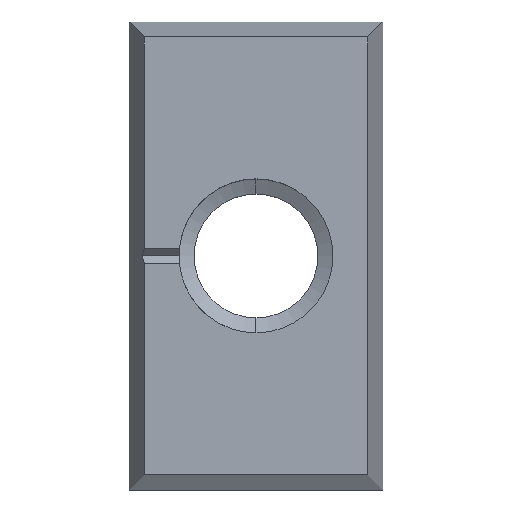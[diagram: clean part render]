
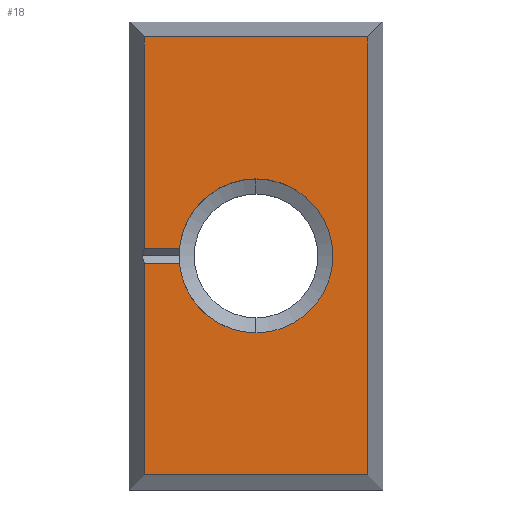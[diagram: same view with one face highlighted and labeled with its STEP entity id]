
A CAD part, top view. The second image highlights one B-rep face of the part: STEP entity #18.
In plain terms, the highlighted planar face has unit normal (0, 0, 1).
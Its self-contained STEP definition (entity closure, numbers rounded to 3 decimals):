
#2 = CARTESIAN_POINT ( 'NONE',  ( 0., 0., 0. ) ) ;
#4 = DIRECTION ( 'NONE',  ( 0., -1., 0. ) ) ;
#12 = VERTEX_POINT ( 'NONE', #234 ) ;
#14 = VECTOR ( 'NONE', #743, 1000. ) ;
#18 = ADVANCED_FACE ( 'NONE', ( #308 ), #245, .T. ) ;
#19 = CARTESIAN_POINT ( 'NONE',  ( -7.4, -14.5, 0. ) ) ;
#26 = EDGE_CURVE ( 'NONE', #165, #720, #628, .T. ) ;
#29 = CARTESIAN_POINT ( 'NONE',  ( 7.4, -14.5, 0. ) ) ;
#61 = DIRECTION ( 'NONE',  ( 0., -1., 0. ) ) ;
#66 = CARTESIAN_POINT ( 'NONE',  ( 7.4, -15.5, 0. ) ) ;
#71 = ORIENTED_EDGE ( 'NONE', *, *, #566, .F. ) ;
#86 = VERTEX_POINT ( 'NONE', #29 ) ;
#89 = EDGE_CURVE ( 'NONE', #86, #604, #710, .T. ) ;
#93 = ORIENTED_EDGE ( 'NONE', *, *, #408, .F. ) ;
#109 = ORIENTED_EDGE ( 'NONE', *, *, #179, .F. ) ;
#116 = ORIENTED_EDGE ( 'NONE', *, *, #257, .T. ) ;
#142 = EDGE_LOOP ( 'NONE', ( #737, #780, #541, #532, #93, #71, #109, #656, #116, #767 ) ) ;
#144 = DIRECTION ( 'NONE',  ( 0., 1., 0. ) ) ;
#145 = VECTOR ( 'NONE', #386, 1000. ) ;
#147 = VERTEX_POINT ( 'NONE', #501 ) ;
#157 = CARTESIAN_POINT ( 'NONE',  ( -8.598, -0.5, 0. ) ) ;
#165 = VERTEX_POINT ( 'NONE', #310 ) ;
#179 = EDGE_CURVE ( 'NONE', #86, #252, #515, .T. ) ;
#202 = VECTOR ( 'NONE', #458, 1000. ) ;
#204 = CIRCLE ( 'NONE', #612, 5.1 ) ;
#209 = VERTEX_POINT ( 'NONE', #375 ) ;
#211 = EDGE_CURVE ( 'NONE', #147, #209, #607, .T. ) ;
#234 = CARTESIAN_POINT ( 'NONE',  ( 0., 5.1, 0. ) ) ;
#245 = PLANE ( 'NONE',  #772 ) ;
#246 = CARTESIAN_POINT ( 'NONE',  ( 8.4, -14.5, 0. ) ) ;
#252 = VERTEX_POINT ( 'NONE', #19 ) ;
#257 = EDGE_CURVE ( 'NONE', #604, #373, #470, .T. ) ;
#308 = FACE_OUTER_BOUND ( 'NONE', #142, .T. ) ;
#309 = CARTESIAN_POINT ( 'NONE',  ( 0., 0., 0. ) ) ;
#310 = CARTESIAN_POINT ( 'NONE',  ( -5.075, -0.5, 0. ) ) ;
#338 = EDGE_CURVE ( 'NONE', #147, #373, #701, .T. ) ;
#360 = LINE ( 'NONE', #157, #202 ) ;
#365 = DIRECTION ( 'NONE',  ( 0., 1., 0. ) ) ;
#368 = DIRECTION ( 'NONE',  ( 0., 0., 1. ) ) ;
#373 = VERTEX_POINT ( 'NONE', #619 ) ;
#374 = DIRECTION ( 'NONE',  ( 0., 0., 1. ) ) ;
#375 = CARTESIAN_POINT ( 'NONE',  ( -5.075, 0.5, 0. ) ) ;
#377 = EDGE_CURVE ( 'NONE', #720, #12, #545, .T. ) ;
#386 = DIRECTION ( 'NONE',  ( -1., 0., 0. ) ) ;
#390 = VECTOR ( 'NONE', #491, 1000. ) ;
#395 = VECTOR ( 'NONE', #725, 1000. ) ;
#400 = VECTOR ( 'NONE', #365, 1000. ) ;
#404 = CARTESIAN_POINT ( 'NONE',  ( -7.4, -0.5, 0. ) ) ;
#408 = EDGE_CURVE ( 'NONE', #700, #165, #360, .T. ) ;
#411 = LINE ( 'NONE', #722, #400 ) ;
#420 = DIRECTION ( 'NONE',  ( 0., -1., 0. ) ) ;
#439 = DIRECTION ( 'NONE',  ( 0., 0., 1. ) ) ;
#458 = DIRECTION ( 'NONE',  ( 1., 0., 0. ) ) ;
#470 = LINE ( 'NONE', #683, #145 ) ;
#491 = DIRECTION ( 'NONE',  ( 0., 1., 0. ) ) ;
#501 = CARTESIAN_POINT ( 'NONE',  ( -7.4, 0.5, 0. ) ) ;
#515 = LINE ( 'NONE', #246, #395 ) ;
#524 = CARTESIAN_POINT ( 'NONE',  ( 0., -5.1, 0. ) ) ;
#531 = CARTESIAN_POINT ( 'NONE',  ( -7.4, -15.5, 0. ) ) ;
#532 = ORIENTED_EDGE ( 'NONE', *, *, #26, .F. ) ;
#541 = ORIENTED_EDGE ( 'NONE', *, *, #377, .F. ) ;
#545 = CIRCLE ( 'NONE', #586, 5.1 ) ;
#552 = VECTOR ( 'NONE', #144, 1000. ) ;
#566 = EDGE_CURVE ( 'NONE', #252, #700, #411, .T. ) ;
#586 = AXIS2_PLACEMENT_3D ( 'NONE', #2, #439, #61 ) ;
#604 = VERTEX_POINT ( 'NONE', #608 ) ;
#607 = LINE ( 'NONE', #674, #14 ) ;
#608 = CARTESIAN_POINT ( 'NONE',  ( 7.4, 14.5, 0. ) ) ;
#612 = AXIS2_PLACEMENT_3D ( 'NONE', #732, #374, #4 ) ;
#619 = CARTESIAN_POINT ( 'NONE',  ( -7.4, 14.5, 0. ) ) ;
#628 = CIRCLE ( 'NONE', #728, 5.1 ) ;
#635 = EDGE_CURVE ( 'NONE', #12, #209, #204, .T. ) ;
#656 = ORIENTED_EDGE ( 'NONE', *, *, #89, .T. ) ;
#674 = CARTESIAN_POINT ( 'NONE',  ( -8.598, 0.5, 0. ) ) ;
#683 = CARTESIAN_POINT ( 'NONE',  ( 8.4, 14.5, 0. ) ) ;
#700 = VERTEX_POINT ( 'NONE', #404 ) ;
#701 = LINE ( 'NONE', #531, #390 ) ;
#710 = LINE ( 'NONE', #66, #552 ) ;
#720 = VERTEX_POINT ( 'NONE', #524 ) ;
#722 = CARTESIAN_POINT ( 'NONE',  ( -7.4, -15.5, 0. ) ) ;
#725 = DIRECTION ( 'NONE',  ( -1., 0., 0. ) ) ;
#727 = CARTESIAN_POINT ( 'NONE',  ( 0., 0., 0. ) ) ;
#728 = AXIS2_PLACEMENT_3D ( 'NONE', #309, #781, #420 ) ;
#732 = CARTESIAN_POINT ( 'NONE',  ( 0., 0., 0. ) ) ;
#737 = ORIENTED_EDGE ( 'NONE', *, *, #211, .T. ) ;
#743 = DIRECTION ( 'NONE',  ( 1., 0., 0. ) ) ;
#767 = ORIENTED_EDGE ( 'NONE', *, *, #338, .F. ) ;
#772 = AXIS2_PLACEMENT_3D ( 'NONE', #727, #368, #794 ) ;
#780 = ORIENTED_EDGE ( 'NONE', *, *, #635, .F. ) ;
#781 = DIRECTION ( 'NONE',  ( 0., 0., 1. ) ) ;
#794 = DIRECTION ( 'NONE',  ( 1., 0., 0. ) ) ;
